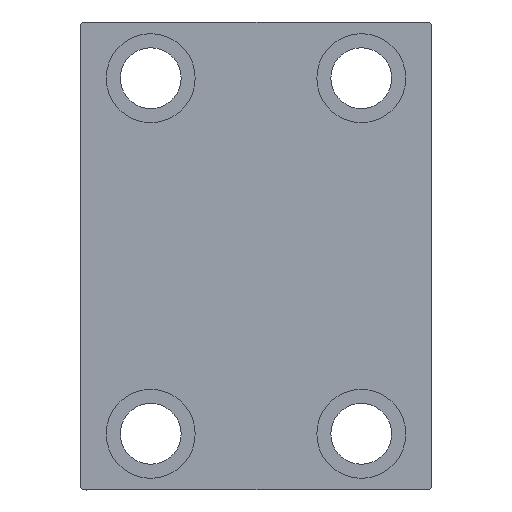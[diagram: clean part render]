
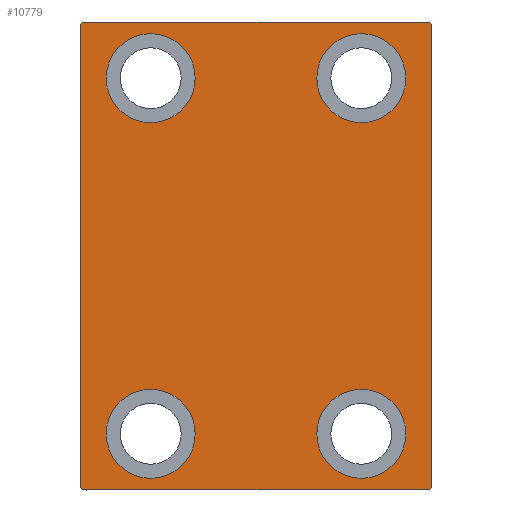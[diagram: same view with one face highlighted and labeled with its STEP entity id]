
A CAD part, left-side view. The second image highlights one B-rep face of the part: STEP entity #10779.
In plain terms, the highlighted face is planar.
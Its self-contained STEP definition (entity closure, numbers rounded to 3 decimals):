
#112 = VERTEX_POINT ( 'NONE', #18028 ) ;
#607 = ORIENTED_EDGE ( 'NONE', *, *, #9265, .T. ) ;
#1011 = ORIENTED_EDGE ( 'NONE', *, *, #25078, .T. ) ;
#1543 = FACE_BOUND ( 'NONE', #44609, .T. ) ;
#1625 = CARTESIAN_POINT ( 'NONE',  ( 98., -43.5, 43.5 ) ) ;
#1855 = CIRCLE ( 'NONE', #24204, 9.5 ) ;
#2500 = CARTESIAN_POINT ( 'NONE',  ( 98., 22.5, -38. ) ) ;
#2668 = DIRECTION ( 'NONE',  ( 0., 0., -1. ) ) ;
#3311 = VECTOR ( 'NONE', #2668, 1000. ) ;
#3809 = EDGE_CURVE ( 'NONE', #4666, #35599, #30961, .T. ) ;
#4666 = VERTEX_POINT ( 'NONE', #10892 ) ;
#4863 = VERTEX_POINT ( 'NONE', #7005 ) ;
#5032 = CARTESIAN_POINT ( 'NONE',  ( 98., -22.5, -47.5 ) ) ;
#5211 = VECTOR ( 'NONE', #17015, 1000. ) ;
#5427 = EDGE_CURVE ( 'NONE', #39989, #37315, #41717, .T. ) ;
#5472 = DIRECTION ( 'NONE',  ( -1., 0., 0. ) ) ;
#5534 = EDGE_CURVE ( 'NONE', #23651, #8680, #28488, .T. ) ;
#6025 = CARTESIAN_POINT ( 'NONE',  ( 98., -22.5, 38. ) ) ;
#6137 = VECTOR ( 'NONE', #10729, 1000. ) ;
#6482 = DIRECTION ( 'NONE',  ( 0., 0., 1. ) ) ;
#6557 = EDGE_CURVE ( 'NONE', #25938, #23167, #1855, .T. ) ;
#6857 = CARTESIAN_POINT ( 'NONE',  ( 98., -37.5, -49.5 ) ) ;
#6943 = CIRCLE ( 'NONE', #29341, 9.5 ) ;
#6973 = DIRECTION ( 'NONE',  ( 0., 0., 1. ) ) ;
#7005 = CARTESIAN_POINT ( 'NONE',  ( 98., 37.5, -49.5 ) ) ;
#8356 = ORIENTED_EDGE ( 'NONE', *, *, #6557, .T. ) ;
#8512 = DIRECTION ( 'NONE',  ( 0., 0., 1. ) ) ;
#8536 = LINE ( 'NONE', #32944, #18082 ) ;
#8550 = FACE_OUTER_BOUND ( 'NONE', #23479, .T. ) ;
#8680 = VERTEX_POINT ( 'NONE', #5032 ) ;
#9113 = CARTESIAN_POINT ( 'NONE',  ( 98., 22.5, -47.5 ) ) ;
#9164 = ORIENTED_EDGE ( 'NONE', *, *, #44383, .T. ) ;
#9220 = CIRCLE ( 'NONE', #34478, 9.5 ) ;
#9265 = EDGE_CURVE ( 'NONE', #27446, #36113, #6943, .T. ) ;
#9625 = VERTEX_POINT ( 'NONE', #6857 ) ;
#10217 = CARTESIAN_POINT ( 'NONE',  ( 98., 43.5, -43.5 ) ) ;
#10364 = ORIENTED_EDGE ( 'NONE', *, *, #22590, .T. ) ;
#10484 = DIRECTION ( 'NONE',  ( -1., 0., 0. ) ) ;
#10729 = DIRECTION ( 'NONE',  ( 0., -0.707, -0.707 ) ) ;
#10779 = ADVANCED_FACE ( 'NONE', ( #1543, #15331, #11939, #39523, #8550 ), #37228, .T. ) ;
#10892 = CARTESIAN_POINT ( 'NONE',  ( 98., -37., -50. ) ) ;
#11102 = CARTESIAN_POINT ( 'NONE',  ( 98., 37.5, 50. ) ) ;
#11201 = CARTESIAN_POINT ( 'NONE',  ( 98., 37., -50. ) ) ;
#11769 = CARTESIAN_POINT ( 'NONE',  ( 98., -37., 50. ) ) ;
#11818 = EDGE_CURVE ( 'NONE', #9625, #4666, #20005, .T. ) ;
#11824 = CARTESIAN_POINT ( 'NONE',  ( 98., 22.5, 28.5 ) ) ;
#11939 = FACE_BOUND ( 'NONE', #41603, .T. ) ;
#12365 = CARTESIAN_POINT ( 'NONE',  ( 98., -22.5, -28.5 ) ) ;
#12381 = CIRCLE ( 'NONE', #24628, 9.5 ) ;
#12967 = CARTESIAN_POINT ( 'NONE',  ( 98., 22.5, -28.5 ) ) ;
#13026 = AXIS2_PLACEMENT_3D ( 'NONE', #43245, #5472, #22427 ) ;
#13271 = DIRECTION ( 'NONE',  ( 0., 0., -1. ) ) ;
#13515 = LINE ( 'NONE', #26848, #3311 ) ;
#13905 = ORIENTED_EDGE ( 'NONE', *, *, #5534, .T. ) ;
#14217 = VECTOR ( 'NONE', #20619, 1000. ) ;
#15331 = FACE_BOUND ( 'NONE', #27910, .T. ) ;
#15770 = DIRECTION ( 'NONE',  ( 0., 0., 1. ) ) ;
#16084 = AXIS2_PLACEMENT_3D ( 'NONE', #2500, #27131, #33470 ) ;
#16250 = AXIS2_PLACEMENT_3D ( 'NONE', #36200, #16537, #26470 ) ;
#16346 = LINE ( 'NONE', #33515, #36216 ) ;
#16537 = DIRECTION ( 'NONE',  ( -1., 0., 0. ) ) ;
#17015 = DIRECTION ( 'NONE',  ( 0., -1., 0. ) ) ;
#17161 = DIRECTION ( 'NONE',  ( -1., 0., 0. ) ) ;
#17335 = CARTESIAN_POINT ( 'NONE',  ( 98., 22.5, -38. ) ) ;
#17498 = CARTESIAN_POINT ( 'NONE',  ( 98., -22.5, -38. ) ) ;
#17929 = ORIENTED_EDGE ( 'NONE', *, *, #3809, .T. ) ;
#18028 = CARTESIAN_POINT ( 'NONE',  ( 98., 37., 50. ) ) ;
#18029 = ORIENTED_EDGE ( 'NONE', *, *, #5427, .T. ) ;
#18082 = VECTOR ( 'NONE', #15770, 1000. ) ;
#18113 = LINE ( 'NONE', #10217, #14217 ) ;
#19155 = DIRECTION ( 'NONE',  ( -1., 0., 0. ) ) ;
#19193 = ORIENTED_EDGE ( 'NONE', *, *, #38287, .T. ) ;
#19392 = DIRECTION ( 'NONE',  ( 1., 0., 0. ) ) ;
#19812 = DIRECTION ( 'NONE',  ( 0., 0., 1. ) ) ;
#19861 = ORIENTED_EDGE ( 'NONE', *, *, #11818, .T. ) ;
#20005 = LINE ( 'NONE', #22728, #23623 ) ;
#20619 = DIRECTION ( 'NONE',  ( 0., 0.707, 0.707 ) ) ;
#21107 = CIRCLE ( 'NONE', #16084, 9.5 ) ;
#21556 = DIRECTION ( 'NONE',  ( 0., 0., 1. ) ) ;
#22122 = CARTESIAN_POINT ( 'NONE',  ( 98., -37.5, 49.5 ) ) ;
#22427 = DIRECTION ( 'NONE',  ( 0., 0., 1. ) ) ;
#22590 = EDGE_CURVE ( 'NONE', #37315, #9625, #13515, .T. ) ;
#22728 = CARTESIAN_POINT ( 'NONE',  ( 98., -43.5, -43.5 ) ) ;
#22954 = DIRECTION ( 'NONE',  ( 0., 0.707, -0.707 ) ) ;
#23116 = CIRCLE ( 'NONE', #13026, 9.5 ) ;
#23167 = VERTEX_POINT ( 'NONE', #12967 ) ;
#23479 = EDGE_LOOP ( 'NONE', ( #34267, #18029, #10364, #19861, #17929, #1011, #19193, #35731 ) ) ;
#23623 = VECTOR ( 'NONE', #22954, 1000. ) ;
#23651 = VERTEX_POINT ( 'NONE', #12365 ) ;
#23952 = CARTESIAN_POINT ( 'NONE',  ( 98., -37.5, -50. ) ) ;
#24204 = AXIS2_PLACEMENT_3D ( 'NONE', #17335, #27940, #6482 ) ;
#24628 = AXIS2_PLACEMENT_3D ( 'NONE', #29522, #26347, #8512 ) ;
#25078 = EDGE_CURVE ( 'NONE', #35599, #4863, #18113, .T. ) ;
#25938 = VERTEX_POINT ( 'NONE', #9113 ) ;
#26306 = VECTOR ( 'NONE', #43877, 1000. ) ;
#26347 = DIRECTION ( 'NONE',  ( -1., 0., 0. ) ) ;
#26363 = VERTEX_POINT ( 'NONE', #30972 ) ;
#26470 = DIRECTION ( 'NONE',  ( 0., 0., 1. ) ) ;
#26848 = CARTESIAN_POINT ( 'NONE',  ( 98., -37.5, 50. ) ) ;
#26970 = ORIENTED_EDGE ( 'NONE', *, *, #27592, .T. ) ;
#27131 = DIRECTION ( 'NONE',  ( -1., 0., 0. ) ) ;
#27398 = DIRECTION ( 'NONE',  ( 0., -0.707, 0.707 ) ) ;
#27446 = VERTEX_POINT ( 'NONE', #34003 ) ;
#27592 = EDGE_CURVE ( 'NONE', #8680, #23651, #9220, .T. ) ;
#27910 = EDGE_LOOP ( 'NONE', ( #34864, #28765 ) ) ;
#27940 = DIRECTION ( 'NONE',  ( -1., 0., 0. ) ) ;
#28488 = CIRCLE ( 'NONE', #16250, 9.5 ) ;
#28765 = ORIENTED_EDGE ( 'NONE', *, *, #34620, .T. ) ;
#29341 = AXIS2_PLACEMENT_3D ( 'NONE', #41121, #17161, #6973 ) ;
#29522 = CARTESIAN_POINT ( 'NONE',  ( 98., 22.5, 38. ) ) ;
#29631 = AXIS2_PLACEMENT_3D ( 'NONE', #6025, #19155, #19812 ) ;
#30472 = CARTESIAN_POINT ( 'NONE',  ( 98., 37.5, 49.5 ) ) ;
#30961 = LINE ( 'NONE', #23952, #26306 ) ;
#30972 = CARTESIAN_POINT ( 'NONE',  ( 98., -22.5, 28.5 ) ) ;
#31053 = CIRCLE ( 'NONE', #29631, 9.5 ) ;
#32944 = CARTESIAN_POINT ( 'NONE',  ( 98., 37.5, -50. ) ) ;
#33470 = DIRECTION ( 'NONE',  ( 0., 0., 1. ) ) ;
#33515 = CARTESIAN_POINT ( 'NONE',  ( 98., 43.5, 43.5 ) ) ;
#33989 = CARTESIAN_POINT ( 'NONE',  ( 98., -22.5, 47.5 ) ) ;
#34003 = CARTESIAN_POINT ( 'NONE',  ( 98., 22.5, 47.5 ) ) ;
#34267 = ORIENTED_EDGE ( 'NONE', *, *, #43530, .T. ) ;
#34478 = AXIS2_PLACEMENT_3D ( 'NONE', #17498, #10484, #21556 ) ;
#34620 = EDGE_CURVE ( 'NONE', #38717, #26363, #23116, .T. ) ;
#34844 = LINE ( 'NONE', #11102, #5211 ) ;
#34864 = ORIENTED_EDGE ( 'NONE', *, *, #38256, .T. ) ;
#35599 = VERTEX_POINT ( 'NONE', #11201 ) ;
#35731 = ORIENTED_EDGE ( 'NONE', *, *, #42762, .T. ) ;
#35857 = AXIS2_PLACEMENT_3D ( 'NONE', #43589, #19392, #13271 ) ;
#36113 = VERTEX_POINT ( 'NONE', #11824 ) ;
#36200 = CARTESIAN_POINT ( 'NONE',  ( 98., -22.5, -38. ) ) ;
#36216 = VECTOR ( 'NONE', #27398, 1000. ) ;
#37228 = PLANE ( 'NONE',  #35857 ) ;
#37315 = VERTEX_POINT ( 'NONE', #22122 ) ;
#38256 = EDGE_CURVE ( 'NONE', #26363, #38717, #31053, .T. ) ;
#38287 = EDGE_CURVE ( 'NONE', #4863, #41526, #8536, .T. ) ;
#38717 = VERTEX_POINT ( 'NONE', #33989 ) ;
#38804 = EDGE_LOOP ( 'NONE', ( #8356, #9164 ) ) ;
#39523 = FACE_BOUND ( 'NONE', #38804, .T. ) ;
#39989 = VERTEX_POINT ( 'NONE', #11769 ) ;
#40691 = EDGE_CURVE ( 'NONE', #36113, #27446, #12381, .T. ) ;
#41121 = CARTESIAN_POINT ( 'NONE',  ( 98., 22.5, 38. ) ) ;
#41312 = ORIENTED_EDGE ( 'NONE', *, *, #40691, .T. ) ;
#41526 = VERTEX_POINT ( 'NONE', #30472 ) ;
#41603 = EDGE_LOOP ( 'NONE', ( #41312, #607 ) ) ;
#41717 = LINE ( 'NONE', #1625, #6137 ) ;
#42762 = EDGE_CURVE ( 'NONE', #41526, #112, #16346, .T. ) ;
#43245 = CARTESIAN_POINT ( 'NONE',  ( 98., -22.5, 38. ) ) ;
#43530 = EDGE_CURVE ( 'NONE', #112, #39989, #34844, .T. ) ;
#43589 = CARTESIAN_POINT ( 'NONE',  ( 98., 0., 0. ) ) ;
#43877 = DIRECTION ( 'NONE',  ( 0., 1., 0. ) ) ;
#44383 = EDGE_CURVE ( 'NONE', #23167, #25938, #21107, .T. ) ;
#44609 = EDGE_LOOP ( 'NONE', ( #26970, #13905 ) ) ;
